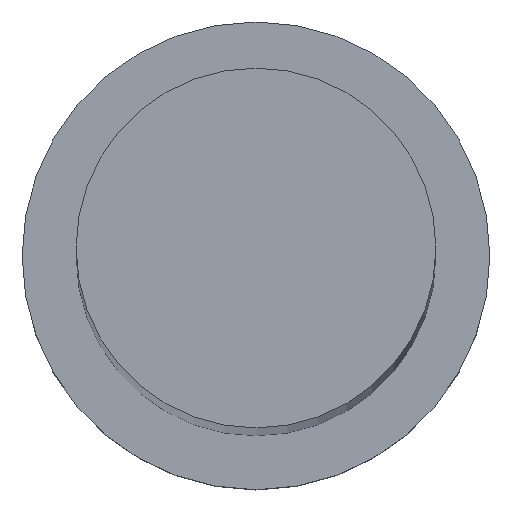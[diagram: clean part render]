
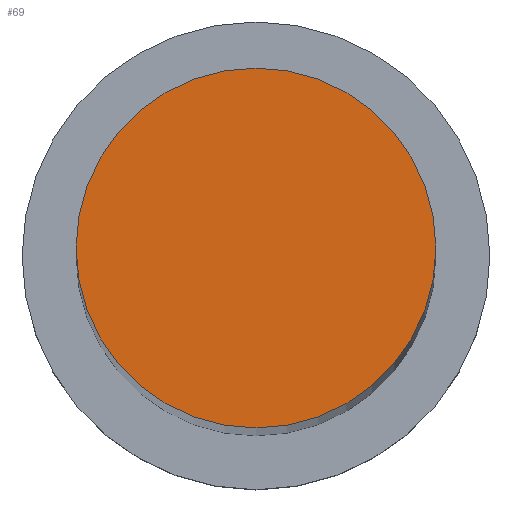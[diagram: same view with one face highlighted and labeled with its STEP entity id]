
A CAD part, top view. The second image highlights one B-rep face of the part: STEP entity #69.
In plain terms, the highlighted planar face has unit normal (0, 0, 1).
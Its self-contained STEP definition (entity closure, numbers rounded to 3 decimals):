
#13 = DIRECTION ( 'NONE',  ( 0., 0., 1. ) ) ;
#27 = ORIENTED_EDGE ( 'NONE', *, *, #175, .T. ) ;
#30 = AXIS2_PLACEMENT_3D ( 'NONE', #255, #13, #91 ) ;
#59 = DIRECTION ( 'NONE',  ( 0., 0., 1. ) ) ;
#61 = DIRECTION ( 'NONE',  ( 0., 0., 1. ) ) ;
#69 = ADVANCED_FACE ( 'NONE', ( #211 ), #75, .T. ) ;
#73 = CARTESIAN_POINT ( 'NONE',  ( 0., 0., 258. ) ) ;
#75 = PLANE ( 'NONE',  #127 ) ;
#91 = DIRECTION ( 'NONE',  ( 1., 0., 0. ) ) ;
#92 = VERTEX_POINT ( 'NONE', #197 ) ;
#110 = CARTESIAN_POINT ( 'NONE',  ( -10., 0., 258. ) ) ;
#127 = AXIS2_PLACEMENT_3D ( 'NONE', #154, #61, #171 ) ;
#130 = CIRCLE ( 'NONE', #30, 10. ) ;
#143 = VERTEX_POINT ( 'NONE', #110 ) ;
#154 = CARTESIAN_POINT ( 'NONE',  ( 0., 0., 258. ) ) ;
#171 = DIRECTION ( 'NONE',  ( 1., 0., 0. ) ) ;
#175 = EDGE_CURVE ( 'NONE', #143, #92, #253, .T. ) ;
#187 = ORIENTED_EDGE ( 'NONE', *, *, #245, .T. ) ;
#192 = DIRECTION ( 'NONE',  ( 1., 0., 0. ) ) ;
#197 = CARTESIAN_POINT ( 'NONE',  ( 10., 0., 258. ) ) ;
#199 = AXIS2_PLACEMENT_3D ( 'NONE', #73, #59, #192 ) ;
#211 = FACE_OUTER_BOUND ( 'NONE', #220, .T. ) ;
#220 = EDGE_LOOP ( 'NONE', ( #27, #187 ) ) ;
#245 = EDGE_CURVE ( 'NONE', #92, #143, #130, .T. ) ;
#253 = CIRCLE ( 'NONE', #199, 10. ) ;
#255 = CARTESIAN_POINT ( 'NONE',  ( 0., 0., 258. ) ) ;
